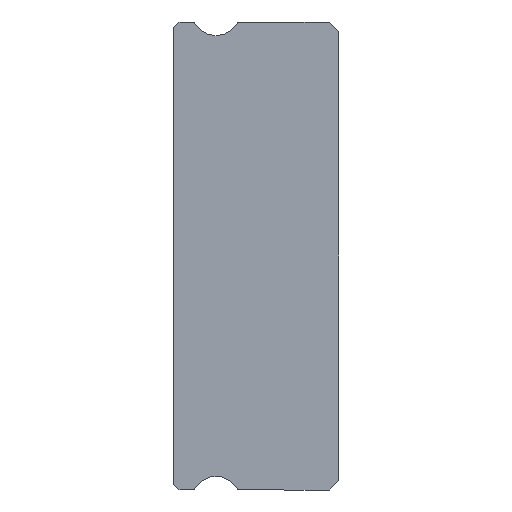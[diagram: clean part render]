
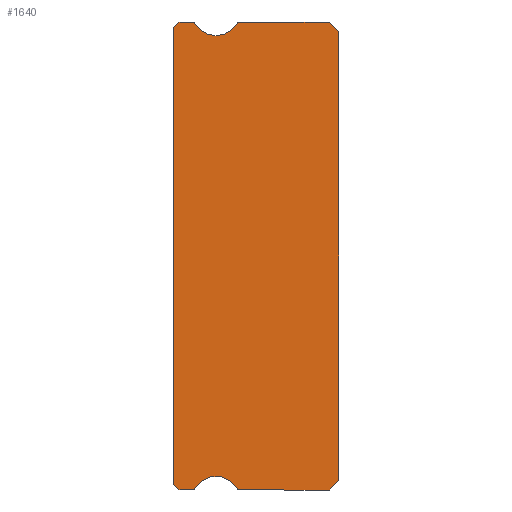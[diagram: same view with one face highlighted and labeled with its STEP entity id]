
A CAD part, left-side view. The second image highlights one B-rep face of the part: STEP entity #1640.
In plain terms, the highlighted planar face has unit normal (-1, 0, 0).
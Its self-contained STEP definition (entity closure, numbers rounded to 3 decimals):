
#150 = AXIS2_PLACEMENT_3D ( 'NONE', #4109, #997, #1435 ) ;
#205 = ORIENTED_EDGE ( 'NONE', *, *, #4999, .F. ) ;
#221 = CARTESIAN_POINT ( 'NONE',  ( -20., 8.2, 12. ) ) ;
#304 = VERTEX_POINT ( 'NONE', #4901 ) ;
#309 = DIRECTION ( 'NONE',  ( 0., 0., 1. ) ) ;
#356 = CARTESIAN_POINT ( 'NONE',  ( -20., 0.5, 12. ) ) ;
#403 = CARTESIAN_POINT ( 'NONE',  ( -20., 7.512, 11.85 ) ) ;
#411 = LINE ( 'NONE', #4399, #4847 ) ;
#463 = CARTESIAN_POINT ( 'NONE',  ( -20., 8.2, -12. ) ) ;
#516 = EDGE_CURVE ( 'NONE', #2260, #4561, #2887, .T. ) ;
#589 = CARTESIAN_POINT ( 'NONE',  ( -20., 8.5, -11.7 ) ) ;
#608 = VERTEX_POINT ( 'NONE', #5598 ) ;
#611 = EDGE_LOOP ( 'NONE', ( #1266, #2497, #1786, #4020, #5177, #4919, #205, #2883, #5722, #5294, #4812, #2984, #5599, #5310, #3793, #2592, #3504 ) ) ;
#612 = EDGE_CURVE ( 'NONE', #304, #5072, #3843, .T. ) ;
#708 = VECTOR ( 'NONE', #1700, 1000. ) ;
#726 = EDGE_CURVE ( 'NONE', #5089, #4561, #2571, .T. ) ;
#738 = AXIS2_PLACEMENT_3D ( 'NONE', #842, #1684, #3020 ) ;
#790 = CARTESIAN_POINT ( 'NONE',  ( -20., 8.2, -12. ) ) ;
#793 = VERTEX_POINT ( 'NONE', #1289 ) ;
#822 = DIRECTION ( 'NONE',  ( 0., 0.707, -0.707 ) ) ;
#842 = CARTESIAN_POINT ( 'NONE',  ( -20., 6.3, 12.55 ) ) ;
#932 = EDGE_CURVE ( 'NONE', #2090, #1579, #3340, .T. ) ;
#986 = DIRECTION ( 'NONE',  ( 0., 0., -1. ) ) ;
#991 = DIRECTION ( 'NONE',  ( 1., 0., 0. ) ) ;
#997 = DIRECTION ( 'NONE',  ( -1., 0., 0. ) ) ;
#1176 = VECTOR ( 'NONE', #3700, 1000. ) ;
#1266 = ORIENTED_EDGE ( 'NONE', *, *, #932, .F. ) ;
#1289 = CARTESIAN_POINT ( 'NONE',  ( -20., 7.383, 11.925 ) ) ;
#1352 = CARTESIAN_POINT ( 'NONE',  ( -20., 5.088, 12. ) ) ;
#1382 = EDGE_CURVE ( 'NONE', #5421, #5147, #1443, .T. ) ;
#1387 = VERTEX_POINT ( 'NONE', #3552 ) ;
#1435 = DIRECTION ( 'NONE',  ( 0., 0., -1. ) ) ;
#1443 = CIRCLE ( 'NONE', #4688, 0.15 ) ;
#1486 = LINE ( 'NONE', #3260, #3727 ) ;
#1501 = VERTEX_POINT ( 'NONE', #3258 ) ;
#1520 = CARTESIAN_POINT ( 'NONE',  ( -20., 0., 11.5 ) ) ;
#1554 = LINE ( 'NONE', #4668, #5755 ) ;
#1571 = AXIS2_PLACEMENT_3D ( 'NONE', #3627, #2375, #5431 ) ;
#1579 = VERTEX_POINT ( 'NONE', #5144 ) ;
#1640 = ADVANCED_FACE ( 'NONE', ( #5174 ), #5703, .F. ) ;
#1684 = DIRECTION ( 'NONE',  ( -1., 0., 0. ) ) ;
#1700 = DIRECTION ( 'NONE',  ( 0., -0.707, -0.707 ) ) ;
#1725 = DIRECTION ( 'NONE',  ( 0., 1., 0. ) ) ;
#1786 = ORIENTED_EDGE ( 'NONE', *, *, #3926, .T. ) ;
#1811 = LINE ( 'NONE', #2652, #3043 ) ;
#1831 = CARTESIAN_POINT ( 'NONE',  ( -20., 5.088, -12. ) ) ;
#2064 = DIRECTION ( 'NONE',  ( 0., 0., -1. ) ) ;
#2090 = VERTEX_POINT ( 'NONE', #589 ) ;
#2184 = DIRECTION ( 'NONE',  ( 1., 0., 0. ) ) ;
#2211 = DIRECTION ( 'NONE',  ( 0., 0., -1. ) ) ;
#2241 = CARTESIAN_POINT ( 'NONE',  ( -20., 5.088, 11.85 ) ) ;
#2260 = VERTEX_POINT ( 'NONE', #4751 ) ;
#2270 = CARTESIAN_POINT ( 'NONE',  ( -20., 5.088, -11.85 ) ) ;
#2357 = EDGE_CURVE ( 'NONE', #2090, #4510, #2628, .T. ) ;
#2375 = DIRECTION ( 'NONE',  ( 1., 0., 0. ) ) ;
#2399 = EDGE_CURVE ( 'NONE', #2260, #4607, #411, .T. ) ;
#2441 = CARTESIAN_POINT ( 'NONE',  ( -20., 0.5, 12. ) ) ;
#2497 = ORIENTED_EDGE ( 'NONE', *, *, #2357, .T. ) ;
#2571 = LINE ( 'NONE', #356, #708 ) ;
#2588 = EDGE_CURVE ( 'NONE', #2825, #5089, #1486, .T. ) ;
#2592 = ORIENTED_EDGE ( 'NONE', *, *, #612, .T. ) ;
#2596 = CIRCLE ( 'NONE', #1571, 0.15 ) ;
#2597 = DIRECTION ( 'NONE',  ( 0., 0., -1. ) ) ;
#2628 = LINE ( 'NONE', #790, #4568 ) ;
#2652 = CARTESIAN_POINT ( 'NONE',  ( -20., 8.5, 11.7 ) ) ;
#2825 = VERTEX_POINT ( 'NONE', #1352 ) ;
#2845 = CARTESIAN_POINT ( 'NONE',  ( -20., 5.217, -11.925 ) ) ;
#2848 = CARTESIAN_POINT ( 'NONE',  ( -20., 0.5, -12. ) ) ;
#2883 = ORIENTED_EDGE ( 'NONE', *, *, #2399, .F. ) ;
#2887 = LINE ( 'NONE', #1520, #1176 ) ;
#2984 = ORIENTED_EDGE ( 'NONE', *, *, #3153, .F. ) ;
#2996 = DIRECTION ( 'NONE',  ( 1., 0., 0. ) ) ;
#3020 = DIRECTION ( 'NONE',  ( 0., 0., -1. ) ) ;
#3025 = CARTESIAN_POINT ( 'NONE',  ( -20., 7.512, 11.85 ) ) ;
#3028 = DIRECTION ( 'NONE',  ( 0., 1., 0. ) ) ;
#3043 = VECTOR ( 'NONE', #3635, 1000. ) ;
#3063 = AXIS2_PLACEMENT_3D ( 'NONE', #2241, #4913, #2211 ) ;
#3104 = VERTEX_POINT ( 'NONE', #4219 ) ;
#3147 = EDGE_CURVE ( 'NONE', #793, #1387, #5296, .T. ) ;
#3153 = EDGE_CURVE ( 'NONE', #1501, #2825, #3624, .T. ) ;
#3258 = CARTESIAN_POINT ( 'NONE',  ( -20., 5.217, 11.925 ) ) ;
#3260 = CARTESIAN_POINT ( 'NONE',  ( -20., 7.512, 12. ) ) ;
#3278 = CARTESIAN_POINT ( 'NONE',  ( -20., 6.3, -12.55 ) ) ;
#3290 = VECTOR ( 'NONE', #309, 1000. ) ;
#3340 = LINE ( 'NONE', #5586, #3290 ) ;
#3384 = EDGE_CURVE ( 'NONE', #5147, #608, #5483, .T. ) ;
#3496 = CIRCLE ( 'NONE', #3869, 0.15 ) ;
#3504 = ORIENTED_EDGE ( 'NONE', *, *, #4531, .T. ) ;
#3552 = CARTESIAN_POINT ( 'NONE',  ( -20., 6.3, 11.3 ) ) ;
#3593 = CIRCLE ( 'NONE', #150, 1.25 ) ;
#3609 = DIRECTION ( 'NONE',  ( 0., 0., -1. ) ) ;
#3611 = DIRECTION ( 'NONE',  ( 0., -1., 0. ) ) ;
#3624 = CIRCLE ( 'NONE', #3063, 0.15 ) ;
#3627 = CARTESIAN_POINT ( 'NONE',  ( -20., 7.512, -11.85 ) ) ;
#3635 = DIRECTION ( 'NONE',  ( 0., 0.707, -0.707 ) ) ;
#3700 = DIRECTION ( 'NONE',  ( 0., 0., 1. ) ) ;
#3727 = VECTOR ( 'NONE', #3611, 1000. ) ;
#3743 = EDGE_CURVE ( 'NONE', #608, #3104, #2596, .T. ) ;
#3793 = ORIENTED_EDGE ( 'NONE', *, *, #4427, .F. ) ;
#3843 = LINE ( 'NONE', #5625, #4238 ) ;
#3869 = AXIS2_PLACEMENT_3D ( 'NONE', #3025, #2996, #2597 ) ;
#3926 = EDGE_CURVE ( 'NONE', #4510, #3104, #1554, .T. ) ;
#4020 = ORIENTED_EDGE ( 'NONE', *, *, #3743, .F. ) ;
#4109 = CARTESIAN_POINT ( 'NONE',  ( -20., 6.3, 12.55 ) ) ;
#4175 = EDGE_CURVE ( 'NONE', #1387, #1501, #3593, .T. ) ;
#4219 = CARTESIAN_POINT ( 'NONE',  ( -20., 7.512, -12. ) ) ;
#4238 = VECTOR ( 'NONE', #1725, 1000. ) ;
#4310 = DIRECTION ( 'NONE',  ( 0., -0.707, -0.707 ) ) ;
#4349 = LINE ( 'NONE', #5682, #5276 ) ;
#4399 = CARTESIAN_POINT ( 'NONE',  ( -20., 0., -11.5 ) ) ;
#4427 = EDGE_CURVE ( 'NONE', #304, #793, #3496, .T. ) ;
#4510 = VERTEX_POINT ( 'NONE', #463 ) ;
#4531 = EDGE_CURVE ( 'NONE', #5072, #1579, #1811, .T. ) ;
#4561 = VERTEX_POINT ( 'NONE', #5416 ) ;
#4568 = VECTOR ( 'NONE', #4310, 1000. ) ;
#4607 = VERTEX_POINT ( 'NONE', #2848 ) ;
#4668 = CARTESIAN_POINT ( 'NONE',  ( -20., 7.512, -12. ) ) ;
#4688 = AXIS2_PLACEMENT_3D ( 'NONE', #2270, #991, #3609 ) ;
#4751 = CARTESIAN_POINT ( 'NONE',  ( -20., 0., -11.5 ) ) ;
#4812 = ORIENTED_EDGE ( 'NONE', *, *, #2588, .F. ) ;
#4847 = VECTOR ( 'NONE', #822, 1000. ) ;
#4901 = CARTESIAN_POINT ( 'NONE',  ( -20., 7.512, 12. ) ) ;
#4913 = DIRECTION ( 'NONE',  ( 1., 0., 0. ) ) ;
#4919 = ORIENTED_EDGE ( 'NONE', *, *, #1382, .F. ) ;
#4969 = DIRECTION ( 'NONE',  ( -1., 0., 0. ) ) ;
#4999 = EDGE_CURVE ( 'NONE', #4607, #5421, #4349, .T. ) ;
#5072 = VERTEX_POINT ( 'NONE', #221 ) ;
#5089 = VERTEX_POINT ( 'NONE', #2441 ) ;
#5144 = CARTESIAN_POINT ( 'NONE',  ( -20., 8.5, 11.7 ) ) ;
#5147 = VERTEX_POINT ( 'NONE', #2845 ) ;
#5174 = FACE_OUTER_BOUND ( 'NONE', #611, .T. ) ;
#5177 = ORIENTED_EDGE ( 'NONE', *, *, #3384, .F. ) ;
#5276 = VECTOR ( 'NONE', #3028, 1000. ) ;
#5294 = ORIENTED_EDGE ( 'NONE', *, *, #726, .F. ) ;
#5296 = CIRCLE ( 'NONE', #738, 1.25 ) ;
#5310 = ORIENTED_EDGE ( 'NONE', *, *, #3147, .F. ) ;
#5394 = AXIS2_PLACEMENT_3D ( 'NONE', #3278, #4969, #986 ) ;
#5416 = CARTESIAN_POINT ( 'NONE',  ( -20., 0., 11.5 ) ) ;
#5421 = VERTEX_POINT ( 'NONE', #1831 ) ;
#5431 = DIRECTION ( 'NONE',  ( 0., 0., -1. ) ) ;
#5483 = CIRCLE ( 'NONE', #5394, 1.25 ) ;
#5484 = DIRECTION ( 'NONE',  ( 0., -1., 0. ) ) ;
#5586 = CARTESIAN_POINT ( 'NONE',  ( -20., 8.5, 11.85 ) ) ;
#5598 = CARTESIAN_POINT ( 'NONE',  ( -20., 7.383, -11.925 ) ) ;
#5599 = ORIENTED_EDGE ( 'NONE', *, *, #4175, .F. ) ;
#5625 = CARTESIAN_POINT ( 'NONE',  ( -20., 8.2, 12. ) ) ;
#5682 = CARTESIAN_POINT ( 'NONE',  ( -20., 7.512, -12. ) ) ;
#5703 = PLANE ( 'NONE',  #5724 ) ;
#5722 = ORIENTED_EDGE ( 'NONE', *, *, #516, .T. ) ;
#5724 = AXIS2_PLACEMENT_3D ( 'NONE', #403, #2184, #2064 ) ;
#5755 = VECTOR ( 'NONE', #5484, 1000. ) ;
